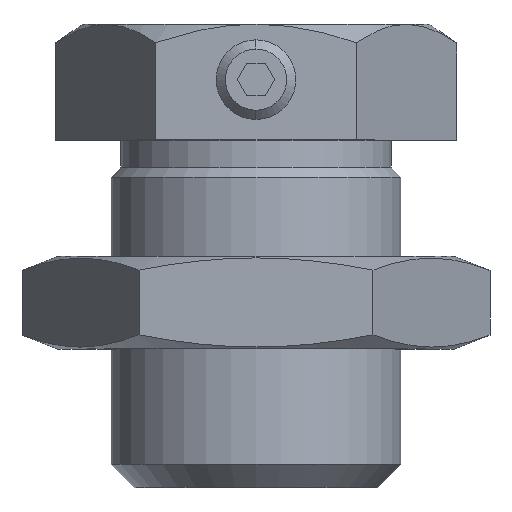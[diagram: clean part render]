
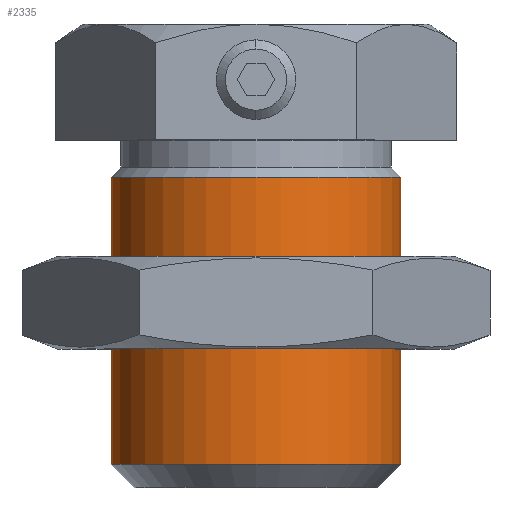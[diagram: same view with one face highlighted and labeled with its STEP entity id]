
A CAD part, top view. The second image highlights one B-rep face of the part: STEP entity #2335.
In plain terms, the highlighted cylindrical face has radius 3.969 mm (diameter 7.938 mm), a partial arc.
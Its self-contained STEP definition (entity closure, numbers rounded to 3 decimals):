
#108 = CARTESIAN_POINT ( 'NONE',  ( 0., -5.715, 0. ) ) ;
#109 = CIRCLE ( 'NONE', #123, 3.969 ) ;
#121 = DIRECTION ( 'NONE',  ( -1., 0., 0. ) ) ;
#122 = DIRECTION ( 'NONE',  ( 0., 1., 0. ) ) ;
#123 = AXIS2_PLACEMENT_3D ( 'NONE', #108, #122, #121 ) ;
#226 = CARTESIAN_POINT ( 'NONE',  ( 3.969, -5.715, 0. ) ) ;
#251 = CARTESIAN_POINT ( 'NONE',  ( -3.969, -5.715, 0. ) ) ;
#263 = LINE ( 'NONE', #290, #289 ) ;
#277 = FACE_OUTER_BOUND ( 'NONE', #2352, .T. ) ;
#278 = DIRECTION ( 'NONE',  ( -1., 0., 0. ) ) ;
#289 = VECTOR ( 'NONE', #317, 1000. ) ;
#290 = CARTESIAN_POINT ( 'NONE',  ( 3.969, 6.35, 0. ) ) ;
#294 = AXIS2_PLACEMENT_3D ( 'NONE', #300, #296, #278 ) ;
#295 = CIRCLE ( 'NONE', #294, 3.969 ) ;
#296 = DIRECTION ( 'NONE',  ( 0., 1., 0. ) ) ;
#300 = CARTESIAN_POINT ( 'NONE',  ( 0., 2.159, 0. ) ) ;
#317 = DIRECTION ( 'NONE',  ( 0., 1., 0. ) ) ;
#318 = CARTESIAN_POINT ( 'NONE',  ( -3.969, 2.159, 0. ) ) ;
#332 = DIRECTION ( 'NONE',  ( -1., 0., 0. ) ) ;
#333 = DIRECTION ( 'NONE',  ( 0., 1., 0. ) ) ;
#345 = DIRECTION ( 'NONE',  ( 0., 1., 0. ) ) ;
#346 = VECTOR ( 'NONE', #345, 1000. ) ;
#347 = CARTESIAN_POINT ( 'NONE',  ( -3.969, 6.35, 0. ) ) ;
#348 = LINE ( 'NONE', #347, #346 ) ;
#354 = CARTESIAN_POINT ( 'NONE',  ( 3.969, 2.159, 0. ) ) ;
#356 = AXIS2_PLACEMENT_3D ( 'NONE', #358, #333, #332 ) ;
#358 = CARTESIAN_POINT ( 'NONE',  ( 0., 6.35, 0. ) ) ;
#367 = CYLINDRICAL_SURFACE ( 'NONE', #356, 3.969 ) ;
#2262 = EDGE_CURVE ( 'NONE', #2295, #2298, #109, .T. ) ;
#2295 = VERTEX_POINT ( 'NONE', #251 ) ;
#2298 = VERTEX_POINT ( 'NONE', #226 ) ;
#2315 = ORIENTED_EDGE ( 'NONE', *, *, #2341, .F. ) ;
#2317 = EDGE_CURVE ( 'NONE', #2298, #2348, #263, .T. ) ;
#2321 = EDGE_CURVE ( 'NONE', #2328, #2348, #295, .T. ) ;
#2326 = ORIENTED_EDGE ( 'NONE', *, *, #2317, .T. ) ;
#2328 = VERTEX_POINT ( 'NONE', #318 ) ;
#2335 = ADVANCED_FACE ( 'NONE', ( #277 ), #367, .T. ) ;
#2341 = EDGE_CURVE ( 'NONE', #2295, #2328, #348, .T. ) ;
#2343 = ORIENTED_EDGE ( 'NONE', *, *, #2262, .T. ) ;
#2348 = VERTEX_POINT ( 'NONE', #354 ) ;
#2352 = EDGE_LOOP ( 'NONE', ( #2343, #2326, #2353, #2315 ) ) ;
#2353 = ORIENTED_EDGE ( 'NONE', *, *, #2321, .F. ) ;
